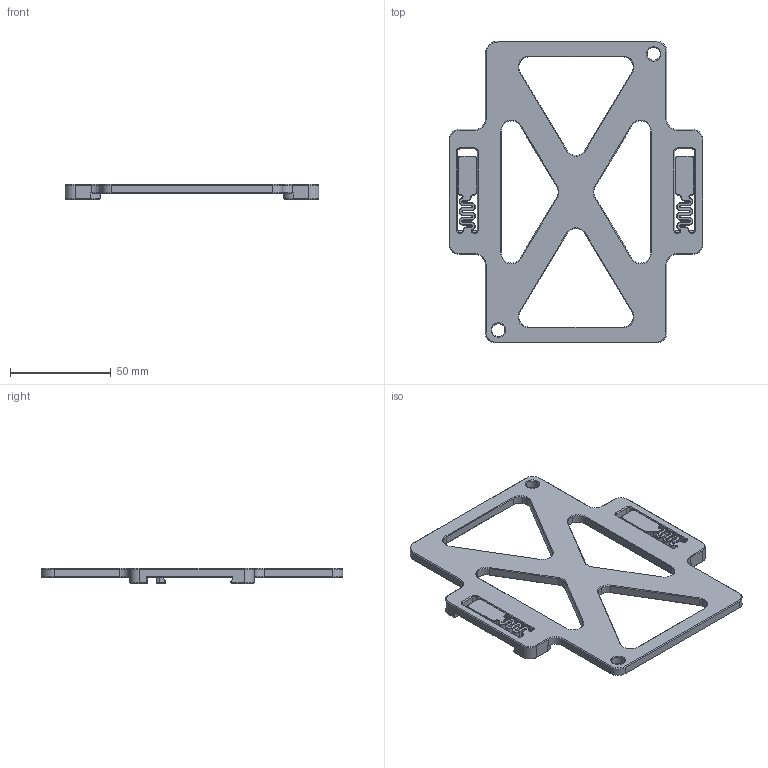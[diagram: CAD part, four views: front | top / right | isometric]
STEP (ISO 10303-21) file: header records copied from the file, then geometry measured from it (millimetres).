
FILE_DESCRIPTION(('HOOPS Exchange Step'),'2;1');
FILE_NAME('temp_export','2024-12-18T20:49:18+19:00',('mikearmstrong'),('Shapr3D Limited'),'HOOPS Exchange 2024.6','Shapr3D','Authorized');
FILE_SCHEMA( ('AP242_MANAGED_MODEL_BASED_3D_ENGINEERING_MIM_LF {1 0 10303 442 1 1 4 }') );
Length unit declared in the file: millimetre
Products named in the file (2): DIN Rail Bracket Heat Insert Version.step; root
Assembly tree (1 placements, depth 2):
  root
    DIN Rail Bracket Heat Insert Version.step
Bounding box: 125.93 x 149.65 x 7.5 mm (x, y, z)
Volume: 44884.7 mm3; surface area: 26782.7 mm2
Topology: 1 solids, 1 shells, 550 faces, 1364 edges, 818 vertices
Faces by surface type: plane 250, cone 152, cylinder 136, sphere 8, torus 4
Full cylindrical faces by diameter (mm): 6.45 x2
Entity records: 16563 total; most frequent: CARTESIAN_POINT 3364, DIRECTION 2810, ORIENTED_EDGE 2728, EDGE_CURVE 1364, AXIS2_PLACEMENT_3D 976, VECTOR 858, LINE 858, VERTEX_POINT 818
